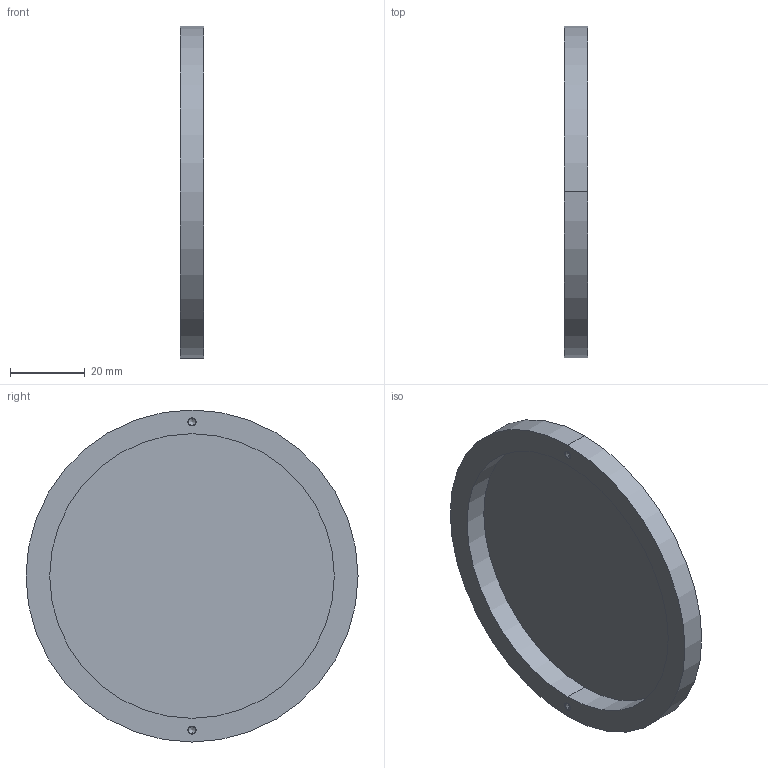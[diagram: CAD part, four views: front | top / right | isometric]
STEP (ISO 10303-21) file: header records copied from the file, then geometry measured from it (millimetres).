
FILE_DESCRIPTION (( 'STEP AP203' ), '1' );
FILE_NAME ('Web Model 39486_39488.step', '2018-03-16T19:10:23', ( '' ), ( '' ), 'SwSTEP 2.0', 'SolidWorks 2016', '' );
FILE_SCHEMA (( 'CONFIG_CONTROL_DESIGN' ));
Length unit declared in the file: millimetre
Products named in the file (1): Web Model 39486_39488
Bounding box: 6.35 x 88.9 x 88.9 mm (x, y, z)
Volume: 10466 mm3; surface area: 19035.3 mm2
Topology: 2 solids, 2 shells, 24 faces, 50 edges, 30 vertices
Faces by surface type: cylinder 14, plane 6, cone 4
Entity records: 701 total; most frequent: DIRECTION 124, CARTESIAN_POINT 101, ORIENTED_EDGE 92, AXIS2_PLACEMENT_3D 53, EDGE_CURVE 46, VERTEX_POINT 30, EDGE_LOOP 30, CIRCLE 28
